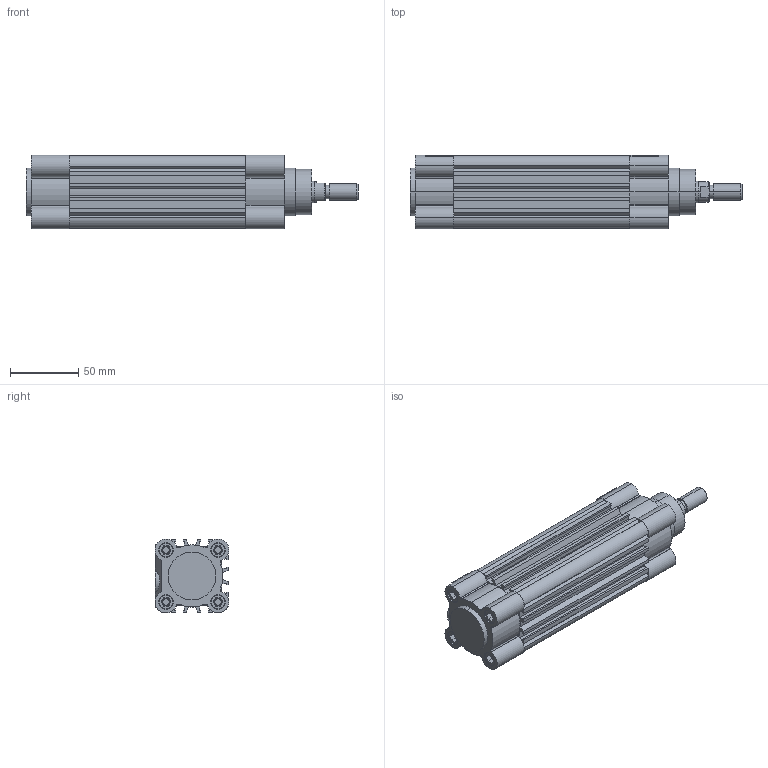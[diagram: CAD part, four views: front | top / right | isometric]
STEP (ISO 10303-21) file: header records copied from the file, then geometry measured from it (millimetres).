
FILE_DESCRIPTION(('HOOPS Exchange Step'),'2;1');
FILE_NAME('export-D04EB6D8-798D-4540-95ED-2866F8EBEDB4.stp','2021-04-22T13:08:09+02:00',('Engineering'),('Alibre'),'HOOPS Exchange 2020.1','Alibre','Unknown authorisation');
FILE_SCHEMA( ('AP242_MANAGED_MODEL_BASED_3D_ENGINEERING_MIM_LF {1 0 10303 442 1 1 4 }') );
Length unit declared in the file: millimetre
Products named in the file (5): 5588-4 121 A 40 0080 XP Pneumatic Cilinder ISO15552 Series A (1-4) 40mm bore 80mm Stroke; 5588-1 121 A 40 0080 XP Pneumatic Cilinder ISO15552 Series A (1-4) 40mm bore 80mm Stroke; 5588-3 121 A 40 0080 XP Pneumatic Cilinder ISO15552 Series A (1-4) 40mm bore 80mm Stroke; 5588-2 121 A 40 0080 XP Pneumatic Cilinder ISO15552 Series A (1-4) 40mm bore 80mm Stroke; 5588 121 A 40 0080 XP Pneumatic Cilinder ISO15552 Series A (1-4) 40mm bore 80mm Stroke
Assembly tree (4 placements, depth 2):
  5588 121 A 40 0080 XP Pneumatic Cilinder ISO15552 Series A (1-4) 40mm bore 80mm Stroke
    5588-4 121 A 40 0080 XP Pneumatic Cilinder ISO15552 Series A (1-4) 40mm bore 80mm Stroke
    5588-1 121 A 40 0080 XP Pneumatic Cilinder ISO15552 Series A (1-4) 40mm bore 80mm Stroke
    5588-3 121 A 40 0080 XP Pneumatic Cilinder ISO15552 Series A (1-4) 40mm bore 80mm Stroke
    5588-2 121 A 40 0080 XP Pneumatic Cilinder ISO15552 Series A (1-4) 40mm bore 80mm Stroke
Bounding box: 243 x 53.99 x 54 mm (x, y, z)
Volume: 232267.4 mm3; surface area: 114386.6 mm2
Topology: 2 solids, 247 shells, 415 faces, 1610 edges, 1400 vertices
Faces by surface type: plane 238, cylinder 149, cone 28
Entity records: 18271 total; most frequent: CARTESIAN_POINT 3443, DIRECTION 3082, ORIENTED_EDGE 2024, EDGE_CURVE 1606, VERTEX_POINT 1400, AXIS2_PLACEMENT_3D 1051, VECTOR 980, LINE 980
